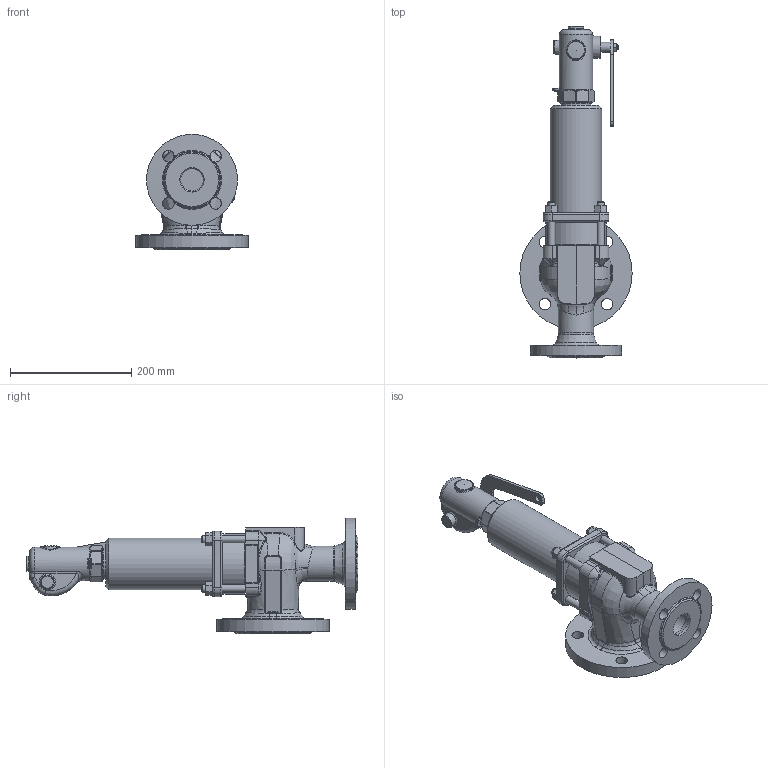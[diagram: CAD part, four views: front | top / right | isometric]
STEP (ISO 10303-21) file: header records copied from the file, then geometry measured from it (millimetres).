
FILE_DESCRIPTION(/* description */ (''),/* implementation_level */ '2;1');
FILE_NAME(/* name */ 'AT4539-441_106453.step',/* time_stamp */ '2025-08-06T16:16:45+02:00',/* author */ (''),/* organization */ (''),/* preprocessor_version */ 'ST-DEVELOPER v20.1',/* originating_system */ 'Autodesk Translation Framework v14.10.0.0',/* authorisation */ '');
FILE_SCHEMA (('AUTOMOTIVE_DESIGN { 1 0 10303 214 3 1 1 }'));
Products named in the file (11): 10000493015_G3D_000_ASM; 10000493016_G3D_000; 10000493017_G3D_000; 10000493018_G3D_000; 10000493020_G3D_000_ASM; 10000493021_G3D_000; 10000493022_G3D_000; 10000493023_G3D_000; 10000493024_G3D_000; 10000493019_G3D_000; 10000493025_G3D_000
Assembly tree (16 placements, depth 3):
  10000493015_G3D_000_ASM
    10000493016_G3D_000
    10000493017_G3D_000
    10000493018_G3D_000
    10000493019_G3D_000  x4
    10000493020_G3D_000_ASM
      10000493021_G3D_000
      10000493022_G3D_000
      10000493023_G3D_000
      10000493024_G3D_000
    10000493025_G3D_000  x4
Bounding box: 185 x 547 x 190 mm (x, y, z)
Volume: 2179366.8 mm3; surface area: 469260.7 mm2
Topology: 15 solids, 15 shells, 914 faces, 2128 edges, 1272 vertices
Faces by surface type: bspline 294, plane 233, cylinder 194, cone 134, torus 41, sphere 18
Full cylindrical faces by diameter (mm): 8 x2, 10 x9, 10.4 x1, 11 x1, 12 x20, 14 x4, 16 x3, 16.5 x2, 19 x8, 20 x3, 21 x1, 24 x2, 25 x1, 25.2 x1, 37 x1, 40 x2, 42 x1, 42.5 x1, 43 x1, 45 x1, 50 x1, 55 x1, 58 x1, 65 x1, 68 x1, 70 x1, 73 x1, 76 x1, 80 x1, 85 x1
Entity records: 56100 total; most frequent: CARTESIAN_POINT 39498, ORIENTED_EDGE 3726, DIRECTION 2974, EDGE_CURVE 1863, AXIS2_PLACEMENT_3D 1214, VERTEX_POINT 1113, EDGE_LOOP 860, FACE_OUTER_BOUND 794
